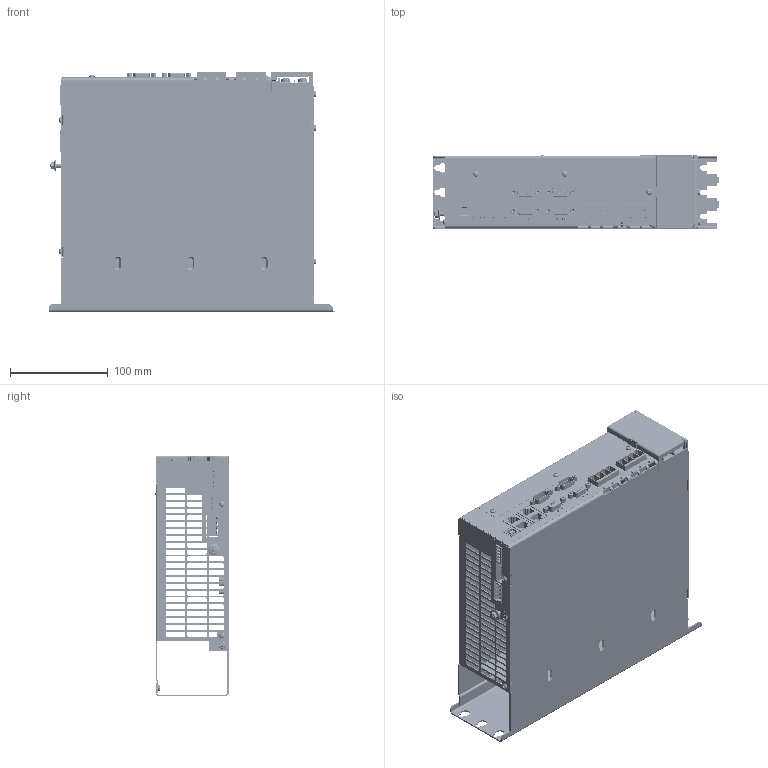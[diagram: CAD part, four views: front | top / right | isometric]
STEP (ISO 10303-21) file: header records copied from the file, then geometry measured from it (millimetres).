
FILE_DESCRIPTION((''),'2;1');
FILE_NAME('ACCURET_400-600_75MM_ASM','2019-06-11T13:34:38',('ch5999'),(''),'CREO PARAMETRIC BY PTC INC, 2017380','CREO PARAMETRIC BY PTC INC, 2017380','');
FILE_SCHEMA(('AUTOMOTIVE_DESIGN { 1 0 10303 214 1 1 1 1 }'));
Products named in the file (39): 645665-01-K01_3_1; 645665-01-K01_3_2; 645665-01-K01_3_ASM; 625480-01-A01_3; 625484-01-A01_3; 651802-01-K01_ASM_4_ASM; 653121-01-K01_3; 616495-01-K01_3; 653118-01-K01_3; 202990-07-K01_4; 616127-01-K01_3; 660935-01-K01_4; 348994-01_3; 580760-03-K01_3; 674367-01-A01_ASM_3_ASM; 322923-04_3; 667233-01-K01_3; 645666-01-K01_4; 295833-01_3; 295833-04_3; 281666-18_4; 652427-01-K01_ASM_4_ASM; 651413-01-K01_4; 651414-01-K01; 316698-02-A01_3; 257201-12-K01_3; 200587-67_3; 288340-12_4; 200548-05-Z01_4; 339648-02_4; 281665-06_3; 683027-01-K01_ASM_6_ASM; 635483-01-K01_3; 673397-01-K01_3; 673600-01-K01_4; 673389-01-K01_4; 678688-01-Z01_3; 678084-01-K01_ASM_9_ASM; ACCURET_400-600_75MM_ASM
Assembly tree (72 placements, depth 6):
  ACCURET_400-600_75MM_ASM
    678084-01-K01_ASM_9_ASM
      683027-01-K01_ASM_6_ASM
        651802-01-K01_ASM_4_ASM
          645665-01-K01_3_ASM
            645665-01-K01_3_1
            645665-01-K01_3_2
          625480-01-A01_3  x5
          625484-01-A01_3  x7
        674367-01-A01_ASM_3_ASM
          653121-01-K01_3
          616495-01-K01_3  x2
          653118-01-K01_3  x2
          202990-07-K01_4
          616127-01-K01_3  x2
          660935-01-K01_4
          348994-01_3
          580760-03-K01_3
        322923-04_3  x2
        667233-01-K01_3
        652427-01-K01_ASM_4_ASM
          645666-01-K01_4
          295833-01_3  x2
          295833-04_3
          281666-18_4
        651413-01-K01_4
        651414-01-K01
        316698-02-A01_3  x2
        257201-12-K01_3  x8
        200587-67_3  x6
        288340-12_4  x2
        200548-05-Z01_4  x2
        339648-02_4  x2
        281665-06_3  x2
      635483-01-K01_3
      673397-01-K01_3
      673600-01-K01_4
      200587-67_3  x2
      673389-01-K01_4
      678688-01-Z01_3
Bounding box: 292 x 74.77 x 246 mm (x, y, z)
Volume: 328210.4 mm3; surface area: 485787.6 mm2
Topology: 66 solids, 108 shells, 6262 faces, 16130 edges, 10357 vertices
Faces by surface type: plane 3588, cylinder 2070, cone 454, torus 84, sphere 54, bspline 12
Entity records: 182241 total; most frequent: CARTESIAN_POINT 26471, DIRECTION 24131, ORIENTED_EDGE 23356, EDGE_CURVE 11708, AXIS2_PLACEMENT_3D 8048, VECTOR 8035, LINE 8035, VERTEX_POINT 7534
